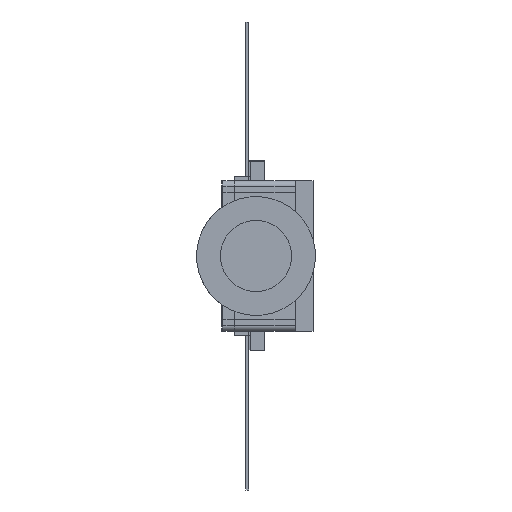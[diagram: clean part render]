
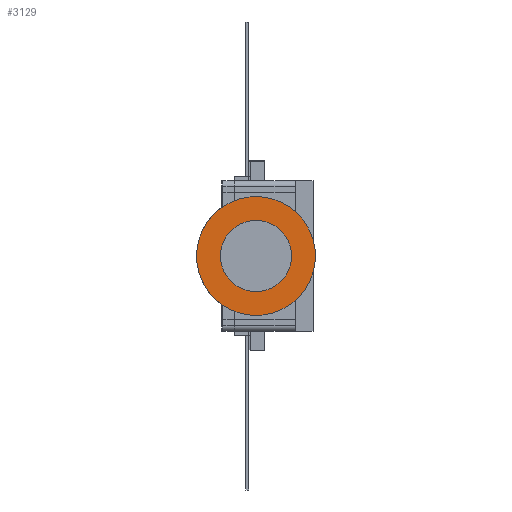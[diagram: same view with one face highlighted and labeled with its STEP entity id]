
A CAD part, left-side view. The second image highlights one B-rep face of the part: STEP entity #3129.
In plain terms, the highlighted face is planar.
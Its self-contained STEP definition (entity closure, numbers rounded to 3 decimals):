
#74 = CIRCLE ( 'NONE', #7152, 3. ) ;
#314 = CARTESIAN_POINT ( 'NONE',  ( 129.066, 18.02, 30.759 ) ) ;
#351 = CARTESIAN_POINT ( 'NONE',  ( 129.066, 20.868, 29.815 ) ) ;
#534 = VERTEX_POINT ( 'NONE', #351 ) ;
#899 = DIRECTION ( 'NONE',  ( 0., 0.949, -0.314 ) ) ;
#901 = CARTESIAN_POINT ( 'NONE',  ( 129.066, 13.274, 32.331 ) ) ;
#1085 = AXIS2_PLACEMENT_3D ( 'NONE', #8767, #13290, #7617 ) ;
#1181 = CIRCLE ( 'NONE', #12438, 5. ) ;
#1508 = CARTESIAN_POINT ( 'NONE',  ( 129.066, 18.02, 30.759 ) ) ;
#1832 = EDGE_LOOP ( 'NONE', ( #1958, #2465 ) ) ;
#1886 = EDGE_CURVE ( 'NONE', #11015, #12265, #6563, .T. ) ;
#1958 = ORIENTED_EDGE ( 'NONE', *, *, #11910, .F. ) ;
#2465 = ORIENTED_EDGE ( 'NONE', *, *, #9139, .F. ) ;
#3129 = ADVANCED_FACE ( 'NONE', ( #4815, #9333 ), #5377, .T. ) ;
#3167 = AXIS2_PLACEMENT_3D ( 'NONE', #12537, #3349, #899 ) ;
#3349 = DIRECTION ( 'NONE',  ( 1., 0., 0. ) ) ;
#3628 = DIRECTION ( 'NONE',  ( 0., 0.949, -0.314 ) ) ;
#3992 = DIRECTION ( 'NONE',  ( 1., 0., 0. ) ) ;
#4815 = FACE_OUTER_BOUND ( 'NONE', #8004, .T. ) ;
#5244 = CARTESIAN_POINT ( 'NONE',  ( 129.066, 15.173, 31.702 ) ) ;
#5377 = PLANE ( 'NONE',  #12919 ) ;
#6223 = VERTEX_POINT ( 'NONE', #5244 ) ;
#6563 = CIRCLE ( 'NONE', #3167, 5. ) ;
#6794 = ORIENTED_EDGE ( 'NONE', *, *, #11467, .T. ) ;
#7152 = AXIS2_PLACEMENT_3D ( 'NONE', #1508, #9531, #3628 ) ;
#7336 = DIRECTION ( 'NONE',  ( 0., 0.949, -0.314 ) ) ;
#7599 = DIRECTION ( 'NONE',  ( 0., 0.949, -0.314 ) ) ;
#7617 = DIRECTION ( 'NONE',  ( 0., 0.949, -0.314 ) ) ;
#8004 = EDGE_LOOP ( 'NONE', ( #10309, #6794 ) ) ;
#8767 = CARTESIAN_POINT ( 'NONE',  ( 129.066, 18.02, 30.759 ) ) ;
#9139 = EDGE_CURVE ( 'NONE', #6223, #534, #14538, .T. ) ;
#9333 = FACE_BOUND ( 'NONE', #1832, .T. ) ;
#9531 = DIRECTION ( 'NONE',  ( 1., 0., 0. ) ) ;
#10039 = DIRECTION ( 'NONE',  ( 1., 0., 0. ) ) ;
#10309 = ORIENTED_EDGE ( 'NONE', *, *, #1886, .T. ) ;
#11015 = VERTEX_POINT ( 'NONE', #12529 ) ;
#11467 = EDGE_CURVE ( 'NONE', #12265, #11015, #1181, .T. ) ;
#11910 = EDGE_CURVE ( 'NONE', #534, #6223, #74, .T. ) ;
#12265 = VERTEX_POINT ( 'NONE', #901 ) ;
#12438 = AXIS2_PLACEMENT_3D ( 'NONE', #314, #3992, #7336 ) ;
#12529 = CARTESIAN_POINT ( 'NONE',  ( 129.066, 22.767, 29.186 ) ) ;
#12537 = CARTESIAN_POINT ( 'NONE',  ( 129.066, 18.02, 30.759 ) ) ;
#12919 = AXIS2_PLACEMENT_3D ( 'NONE', #14543, #10039, #7599 ) ;
#13290 = DIRECTION ( 'NONE',  ( 1., 0., 0. ) ) ;
#14538 = CIRCLE ( 'NONE', #1085, 3. ) ;
#14543 = CARTESIAN_POINT ( 'NONE',  ( 129.066, 18.964, 33.607 ) ) ;
